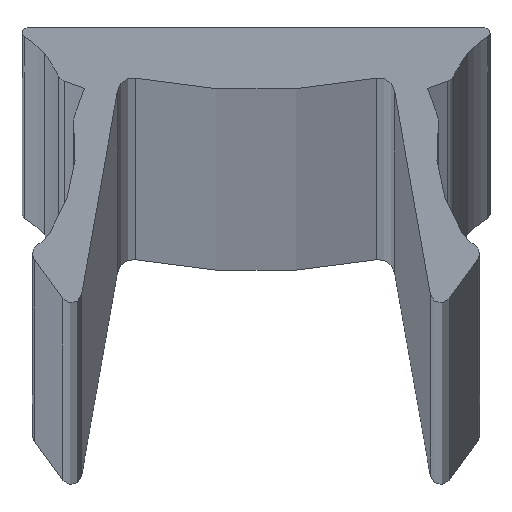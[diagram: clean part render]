
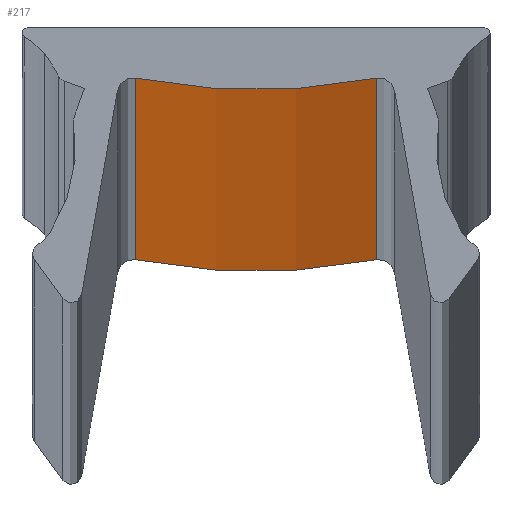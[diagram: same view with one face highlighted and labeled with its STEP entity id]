
A CAD part, top view. The second image highlights one B-rep face of the part: STEP entity #217.
In plain terms, the highlighted cylindrical face has radius 12 mm (diameter 24 mm), a partial arc.
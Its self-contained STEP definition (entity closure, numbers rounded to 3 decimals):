
#217=ADVANCED_FACE('',(#278),#279,.T.);
#278=FACE_OUTER_BOUND('',#342,.T.);
#279=CYLINDRICAL_SURFACE('',#343,12.0);
#342=EDGE_LOOP('',(#598,#599,#600,#601));
#343=AXIS2_PLACEMENT_3D('',#602,#603,#604);
#598=ORIENTED_EDGE('',*,*,#651,.F.);
#599=ORIENTED_EDGE('',*,*,#711,.F.);
#600=ORIENTED_EDGE('',*,*,#675,.T.);
#601=ORIENTED_EDGE('',*,*,#710,.T.);
#602=CARTESIAN_POINT('',(0.,10.8,-50.0));
#603=DIRECTION('',(0.0,0.0,1.0));
#604=DIRECTION('',(1.0,0.0,0.0));
#651=EDGE_CURVE('',#763,#765,#766,.T.);
#675=EDGE_CURVE('',#811,#809,#812,.T.);
#710=EDGE_CURVE('',#809,#765,#860,.T.);
#711=EDGE_CURVE('',#811,#763,#861,.T.);
#763=VERTEX_POINT('',#926);
#765=VERTEX_POINT('',#928);
#766=CIRCLE('',#929,12.0);
#809=VERTEX_POINT('',#977);
#811=VERTEX_POINT('',#979);
#812=CIRCLE('',#980,12.0);
#860=LINE('',#1052,#1053);
#861=LINE('',#1054,#1055);
#926=CARTESIAN_POINT('',(-2.314,-0.975,1950.0));
#928=CARTESIAN_POINT('',(2.314,-0.975,1950.0));
#929=AXIS2_PLACEMENT_3D('',#1113,#1114,#1115);
#977=CARTESIAN_POINT('',(2.314,-0.975,-50.0));
#979=CARTESIAN_POINT('',(-2.314,-0.975,-50.0));
#980=AXIS2_PLACEMENT_3D('',#1175,#1176,#1177);
#1052=CARTESIAN_POINT('',(2.314,-0.975,-50.0));
#1053=VECTOR('',#1232,1.0);
#1054=CARTESIAN_POINT('',(-2.314,-0.975,-50.0));
#1055=VECTOR('',#1233,1.0);
#1113=CARTESIAN_POINT('',(0.,10.8,1950.0));
#1114=DIRECTION('',(0.0,0.0,1.0));
#1115=DIRECTION('',(1.0,0.0,0.0));
#1175=CARTESIAN_POINT('',(0.,10.8,-50.0));
#1176=DIRECTION('',(0.0,0.0,1.0));
#1177=DIRECTION('',(1.0,0.0,0.0));
#1232=DIRECTION('',(0.0,0.0,1.0));
#1233=DIRECTION('',(0.0,0.0,1.0));
